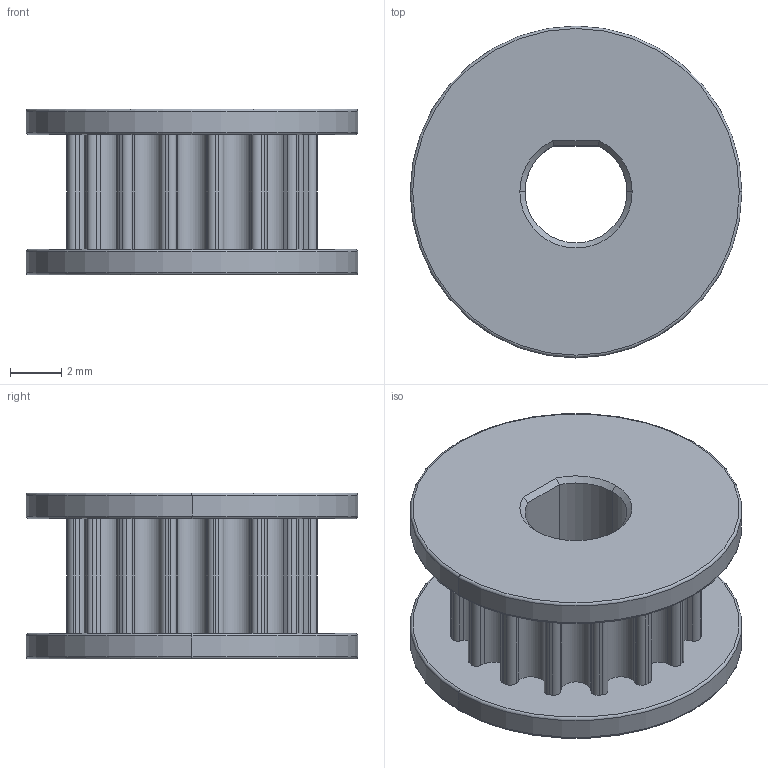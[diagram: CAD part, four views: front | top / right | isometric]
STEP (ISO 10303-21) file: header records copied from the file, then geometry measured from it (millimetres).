
FILE_DESCRIPTION (( 'STEP AP203' ), '1' );
FILE_NAME ('6-pulley 2GT-16 4.5FW.STEP', '2018-03-28T04:21:39', ( '' ), ( '' ), 'SwSTEP 2.0', 'SolidWorks 2016', '' );
FILE_SCHEMA (( 'CONFIG_CONTROL_DESIGN' ));
Length unit declared in the file: millimetre
Products named in the file (1): 6-pulley 2GT-16 4.5FW
Bounding box: 13 x 13 x 6.5 mm (x, y, z)
Volume: 462 mm3; surface area: 751.9 mm2
Topology: 1 solids, 1 shells, 139 faces, 389 edges, 254 vertices
Faces by surface type: cylinder 70, plane 55, torus 8, cone 6
Entity records: 4602 total; most frequent: DIRECTION 827, CARTESIAN_POINT 795, ORIENTED_EDGE 778, EDGE_CURVE 389, AXIS2_PLACEMENT_3D 302, VERTEX_POINT 254, LINE 223, VECTOR 223
